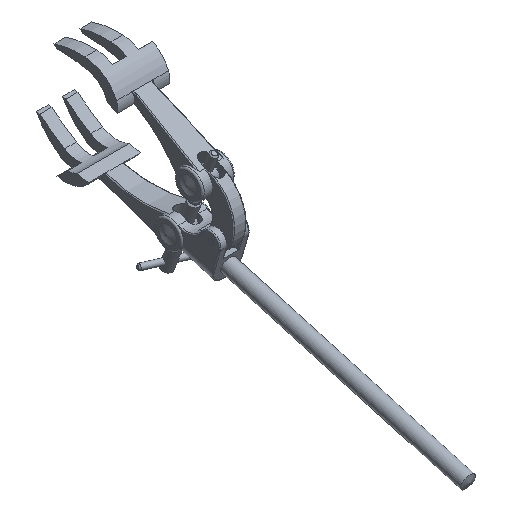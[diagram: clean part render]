
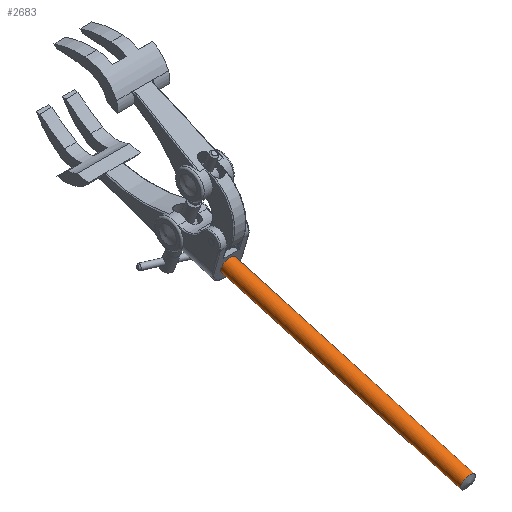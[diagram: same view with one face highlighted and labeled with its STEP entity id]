
A CAD part, isometric view. The second image highlights one B-rep face of the part: STEP entity #2683.
In plain terms, the highlighted cylindrical face has radius 4 mm (diameter 8 mm), a full revolution.
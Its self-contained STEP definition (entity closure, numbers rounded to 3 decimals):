
#513=FACE_BOUND('',#805,.T.);
#567=CYLINDRICAL_SURFACE('',#2860,4.);
#635=FACE_OUTER_BOUND('',#804,.T.);
#804=EDGE_LOOP('',(#1875));
#805=EDGE_LOOP('',(#1876));
#1026=CIRCLE('',#2859,4.);
#1027=CIRCLE('',#2861,4.);
#1201=VERTEX_POINT('',#4101);
#1202=VERTEX_POINT('',#4104);
#1475=EDGE_CURVE('',#1201,#1201,#1026,.T.);
#1476=EDGE_CURVE('',#1202,#1202,#1027,.T.);
#1875=ORIENTED_EDGE('',*,*,#1476,.F.);
#1876=ORIENTED_EDGE('',*,*,#1475,.F.);
#2683=ADVANCED_FACE('',(#635,#513),#567,.T.);
#2859=AXIS2_PLACEMENT_3D('',#4102,#3229,#3230);
#2860=AXIS2_PLACEMENT_3D('',#4103,#3231,#3232);
#2861=AXIS2_PLACEMENT_3D('',#4105,#3233,#3234);
#3229=DIRECTION('center_axis',(0.,-1.,0.));
#3230=DIRECTION('ref_axis',(-1.,0.,0.));
#3231=DIRECTION('center_axis',(0.,-1.,0.));
#3232=DIRECTION('ref_axis',(-1.,0.,0.));
#3233=DIRECTION('center_axis',(0.,1.,0.));
#3234=DIRECTION('ref_axis',(-1.,0.,0.));
#4101=CARTESIAN_POINT('',(4.001,-161.45,0.349));
#4102=CARTESIAN_POINT('Origin',(0.001,-161.45,0.349));
#4103=CARTESIAN_POINT('Origin',(0.001,-24.95,0.349));
#4104=CARTESIAN_POINT('',(4.001,-24.95,0.349));
#4105=CARTESIAN_POINT('Origin',(0.001,-24.95,0.349));
